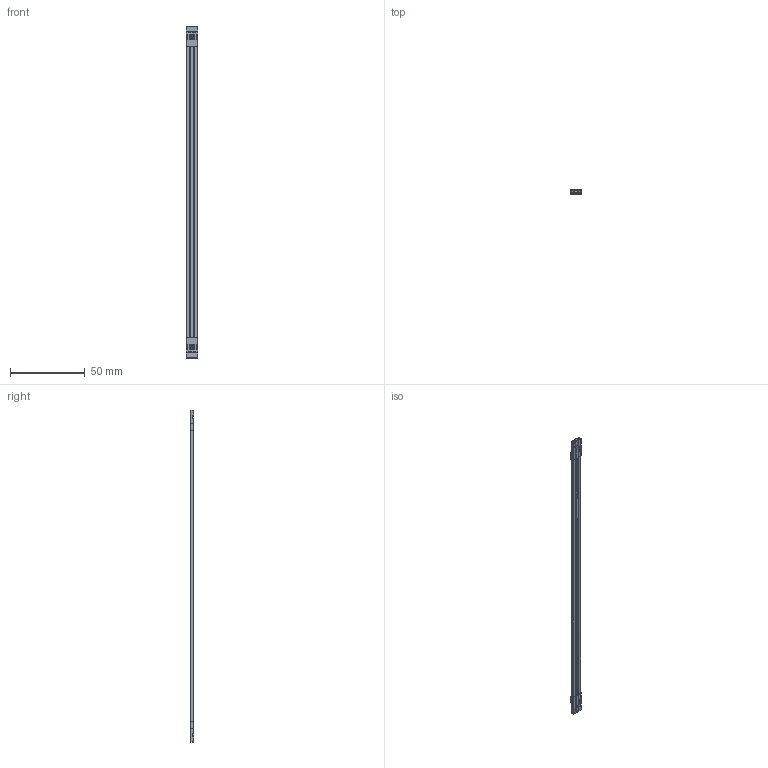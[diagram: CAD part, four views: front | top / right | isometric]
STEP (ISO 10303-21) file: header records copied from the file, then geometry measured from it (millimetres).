
FILE_DESCRIPTION(/* description */ (''),/* implementation_level */ '2;1');
FILE_NAME(/* name */ '39081_TXM-Servo Extension Cable v1.step',/* time_stamp */ '2020-10-25T13:38:22-04:00',/* author */ (''),/* organization */ (''),/* preprocessor_version */ 'ST-DEVELOPER v18.1',/* originating_system */ 'Autodesk Translation Framework v9.3.0.1241',/* authorisation */ '');
FILE_SCHEMA (('AUTOMOTIVE_DESIGN { 1 0 10303 214 3 1 1 }'));
Length unit declared in the file: millimetre
Products named in the file (1): 39081_TXM-Servo Extension Cable
Bounding box: 8.01 x 2.51 x 222 mm (x, y, z)
Volume: 2234.2 mm3; surface area: 6294.5 mm2
Topology: 8 solids, 8 shells, 407 faces, 1014 edges, 596 vertices
Faces by surface type: plane 247, cylinder 124, sphere 24, torus 8, bspline 4
Entity records: 12213 total; most frequent: CARTESIAN_POINT 2108, ORIENTED_EDGE 1988, DIRECTION 1986, EDGE_CURVE 994, LINE 794, VECTOR 794, VERTEX_POINT 596, AXIS2_PLACEMENT_3D 596
